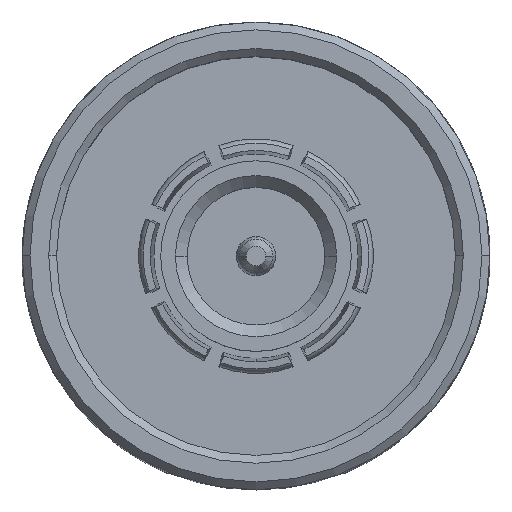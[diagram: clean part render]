
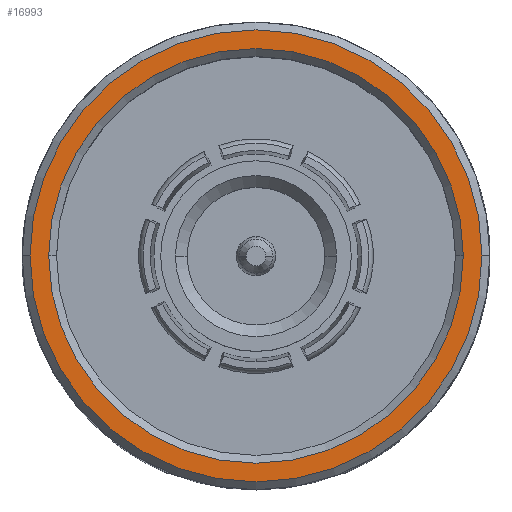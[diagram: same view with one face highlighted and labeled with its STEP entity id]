
A CAD part, top view. The second image highlights one B-rep face of the part: STEP entity #16993.
In plain terms, the highlighted planar face has unit normal (0, 0, 1).
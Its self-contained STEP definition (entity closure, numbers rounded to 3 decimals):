
#2295 = ORIENTED_EDGE ( 'NONE', *, *, #9632, .F. ) ;
#2450 = ORIENTED_EDGE ( 'NONE', *, *, #9111, .F. ) ;
#2489 = CARTESIAN_POINT ( 'NONE',  ( 0., 0., 5.35 ) ) ;
#2998 = CARTESIAN_POINT ( 'NONE',  ( -5.75, 0., 5.35 ) ) ;
#3049 = CARTESIAN_POINT ( 'NONE',  ( 5.75, 0., 5.35 ) ) ;
#3597 = DIRECTION ( 'NONE',  ( 0., 0., 1. ) ) ;
#3705 = DIRECTION ( 'NONE',  ( 1., 0., 0. ) ) ;
#3854 = CARTESIAN_POINT ( 'NONE',  ( 0., 0., 5.35 ) ) ;
#4196 = AXIS2_PLACEMENT_3D ( 'NONE', #13108, #8795, #15995 ) ;
#4701 = CIRCLE ( 'NONE', #12806, 5.275 ) ;
#4812 = AXIS2_PLACEMENT_3D ( 'NONE', #6117, #3597, #10453 ) ;
#4814 = VERTEX_POINT ( 'NONE', #2998 ) ;
#5077 = ORIENTED_EDGE ( 'NONE', *, *, #5514, .T. ) ;
#5232 = DIRECTION ( 'NONE',  ( 0., 0., 1. ) ) ;
#5514 = EDGE_CURVE ( 'NONE', #4814, #12394, #12709, .T. ) ;
#6117 = CARTESIAN_POINT ( 'NONE',  ( 0., 0., 5.35 ) ) ;
#6409 = AXIS2_PLACEMENT_3D ( 'NONE', #7673, #10513, #16204 ) ;
#7673 = CARTESIAN_POINT ( 'NONE',  ( 0., 0., 5.35 ) ) ;
#7808 = CIRCLE ( 'NONE', #4812, 5.75 ) ;
#8594 = FACE_BOUND ( 'NONE', #17647, .T. ) ;
#8643 = EDGE_LOOP ( 'NONE', ( #5077, #11214 ) ) ;
#8795 = DIRECTION ( 'NONE',  ( 0., 0., -1. ) ) ;
#9111 = EDGE_CURVE ( 'NONE', #17092, #10458, #4701, .T. ) ;
#9632 = EDGE_CURVE ( 'NONE', #10458, #17092, #12794, .T. ) ;
#10453 = DIRECTION ( 'NONE',  ( 1., 0., 0. ) ) ;
#10458 = VERTEX_POINT ( 'NONE', #14478 ) ;
#10513 = DIRECTION ( 'NONE',  ( 0., 0., 1. ) ) ;
#11214 = ORIENTED_EDGE ( 'NONE', *, *, #18466, .T. ) ;
#12394 = VERTEX_POINT ( 'NONE', #3049 ) ;
#12709 = CIRCLE ( 'NONE', #6409, 5.75 ) ;
#12794 = CIRCLE ( 'NONE', #16652, 5.275 ) ;
#12806 = AXIS2_PLACEMENT_3D ( 'NONE', #3854, #5232, #16498 ) ;
#13022 = CARTESIAN_POINT ( 'NONE',  ( 5.275, 0., 5.35 ) ) ;
#13108 = CARTESIAN_POINT ( 'NONE',  ( 0., 0., 5.35 ) ) ;
#13290 = PLANE ( 'NONE',  #4196 ) ;
#14478 = CARTESIAN_POINT ( 'NONE',  ( -5.275, 0., 5.35 ) ) ;
#15908 = FACE_OUTER_BOUND ( 'NONE', #8643, .T. ) ;
#15995 = DIRECTION ( 'NONE',  ( -1., 0., 0. ) ) ;
#16204 = DIRECTION ( 'NONE',  ( 1., 0., 0. ) ) ;
#16498 = DIRECTION ( 'NONE',  ( 1., 0., 0. ) ) ;
#16652 = AXIS2_PLACEMENT_3D ( 'NONE', #2489, #16802, #3705 ) ;
#16802 = DIRECTION ( 'NONE',  ( 0., 0., 1. ) ) ;
#16993 = ADVANCED_FACE ( 'NONE', ( #8594, #15908 ), #13290, .F. ) ;
#17092 = VERTEX_POINT ( 'NONE', #13022 ) ;
#17647 = EDGE_LOOP ( 'NONE', ( #2450, #2295 ) ) ;
#18466 = EDGE_CURVE ( 'NONE', #12394, #4814, #7808, .T. ) ;
